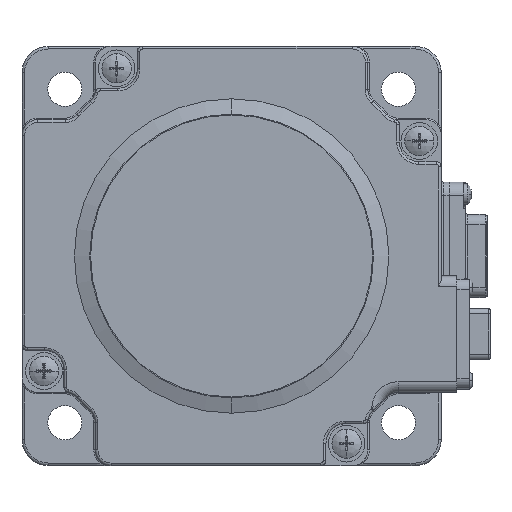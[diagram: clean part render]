
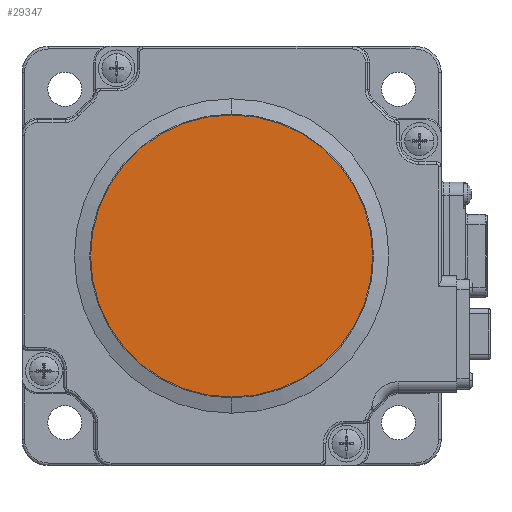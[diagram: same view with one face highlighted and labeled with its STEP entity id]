
A CAD part, left-side view. The second image highlights one B-rep face of the part: STEP entity #29347.
In plain terms, the highlighted planar face has unit normal (-1, 0, 0).
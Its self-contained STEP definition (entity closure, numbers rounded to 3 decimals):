
#6 = DIRECTION ( 'NONE',  ( 0., 0., 1. ) ) ;
#123 = CARTESIAN_POINT ( 'NONE',  ( -151.328, -32.038, -1.723 ) ) ;
#835 = ORIENTED_EDGE ( 'NONE', *, *, #29205, .T. ) ;
#3057 = CARTESIAN_POINT ( 'NONE',  ( -151.328, -32.038, 52.114 ) ) ;
#4913 = VERTEX_POINT ( 'NONE', #3057 ) ;
#5404 = PLANE ( 'NONE',  #13145 ) ;
#6423 = CARTESIAN_POINT ( 'NONE',  ( -151.328, -32.038, 25.195 ) ) ;
#8615 = VERTEX_POINT ( 'NONE', #123 ) ;
#8763 = AXIS2_PLACEMENT_3D ( 'NONE', #6423, #28685, #13880 ) ;
#10270 = DIRECTION ( 'NONE',  ( 0., 0., 1. ) ) ;
#12239 = DIRECTION ( 'NONE',  ( -1., 0., 0. ) ) ;
#12464 = DIRECTION ( 'NONE',  ( -1., 0., 0. ) ) ;
#12782 = CARTESIAN_POINT ( 'NONE',  ( -151.328, -32.038, 25.195 ) ) ;
#13145 = AXIS2_PLACEMENT_3D ( 'NONE', #12782, #12464, #10270 ) ;
#13880 = DIRECTION ( 'NONE',  ( 0., 0., 1. ) ) ;
#14193 = AXIS2_PLACEMENT_3D ( 'NONE', #14824, #12239, #6 ) ;
#14824 = CARTESIAN_POINT ( 'NONE',  ( -151.328, -32.038, 25.195 ) ) ;
#16877 = ORIENTED_EDGE ( 'NONE', *, *, #20362, .T. ) ;
#20362 = EDGE_CURVE ( 'NONE', #8615, #4913, #21922, .T. ) ;
#21922 = CIRCLE ( 'NONE', #14193, 26.919 ) ;
#28685 = DIRECTION ( 'NONE',  ( -1., 0., 0. ) ) ;
#28863 = FACE_OUTER_BOUND ( 'NONE', #29259, .T. ) ;
#29205 = EDGE_CURVE ( 'NONE', #4913, #8615, #30803, .T. ) ;
#29259 = EDGE_LOOP ( 'NONE', ( #835, #16877 ) ) ;
#29347 = ADVANCED_FACE ( 'NONE', ( #28863 ), #5404, .T. ) ;
#30803 = CIRCLE ( 'NONE', #8763, 26.919 ) ;
